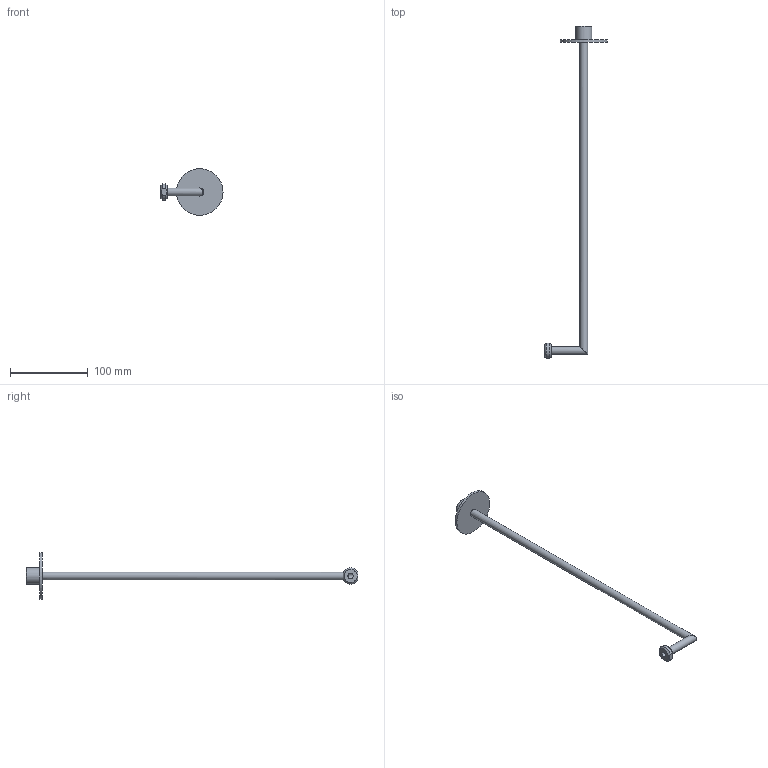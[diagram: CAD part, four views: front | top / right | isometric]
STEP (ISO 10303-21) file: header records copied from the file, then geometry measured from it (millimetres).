
FILE_DESCRIPTION(('STEP AP214'),'1');
FILE_NAME('Art.25240.stp','2022-09-05T08:13:41',(' '),(' '),'Spatial InterOp 3D',' ',' ');
FILE_SCHEMA(('AUTOMOTIVE_DESIGN { 1 0 10303 214 1 1 1 1 }'));
Length unit declared in the file: millimetre
Products named in the file (1): Art.25240
Bounding box: 80 x 427.5 x 60 mm (x, y, z)
Volume: 32802.1 mm3; surface area: 32695.6 mm2
Topology: 1 solids, 1 shells, 26 faces, 53 edges, 35 vertices
Faces by surface type: cylinder 11, plane 10, cone 5
Full cylindrical faces by diameter (mm): 7 x2, 10 x2, 10.4 x1, 14 x1, 16.4 x1, 20.955 x1, 60 x1
Entity records: 849 total; most frequent: CARTESIAN_POINT 121, DIRECTION 108, ORIENTED_EDGE 66, AXIS2_PLACEMENT_3D 52, EDGE_LOOP 48, FACE_OUTER_BOUND 35, EDGE_CURVE 33, VERTEX_POINT 29
